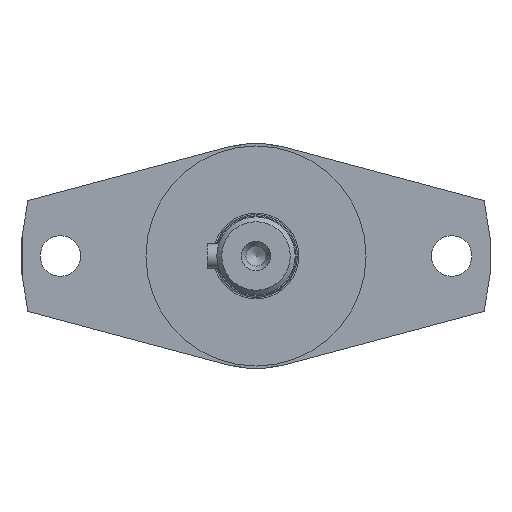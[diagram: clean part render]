
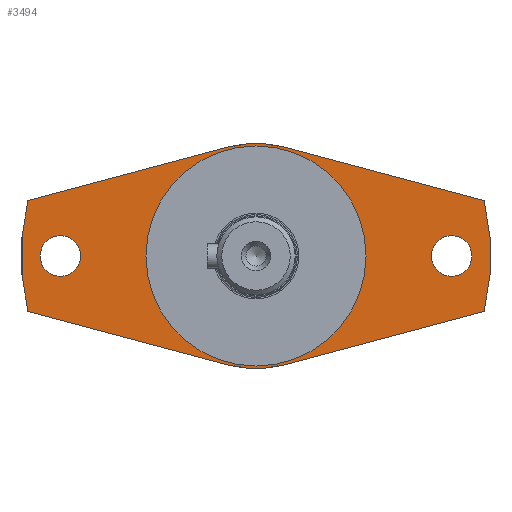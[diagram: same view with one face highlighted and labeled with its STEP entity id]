
A CAD part, left-side view. The second image highlights one B-rep face of the part: STEP entity #3494.
In plain terms, the highlighted planar face has unit normal (-1, 0, 0).
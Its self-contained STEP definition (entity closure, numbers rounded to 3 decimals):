
#280=FACE_BOUND('',#1253,.T.);
#281=FACE_BOUND('',#1254,.T.);
#282=FACE_BOUND('',#1255,.T.);
#542=LINE('',#5846,#826);
#543=LINE('',#5847,#827);
#544=LINE('',#5848,#828);
#545=LINE('',#5849,#829);
#826=VECTOR('',#4683,10.);
#827=VECTOR('',#4684,10.);
#828=VECTOR('',#4685,10.);
#829=VECTOR('',#4686,10.);
#1050=FACE_OUTER_BOUND('',#1252,.T.);
#1252=EDGE_LOOP('',(#3069,#3070,#3071,#3072,#3073,#3074,#3075,#3076));
#1253=EDGE_LOOP('',(#3077));
#1254=EDGE_LOOP('',(#3078));
#1255=EDGE_LOOP('',(#3079,#3080));
#1400=CIRCLE('',#3799,23.);
#1402=CIRCLE('',#3801,23.);
#1407=CIRCLE('',#3808,48.);
#1408=CIRCLE('',#3810,22.5);
#1409=CIRCLE('',#3811,22.5);
#1411=CIRCLE('',#3814,48.);
#1414=CIRCLE('',#3819,4.15);
#1415=CIRCLE('',#3820,4.15);
#1708=VERTEX_POINT('',#5792);
#1709=VERTEX_POINT('',#5794);
#1712=VERTEX_POINT('',#5800);
#1713=VERTEX_POINT('',#5802);
#1719=VERTEX_POINT('',#5818);
#1720=VERTEX_POINT('',#5820);
#1721=VERTEX_POINT('',#5824);
#1722=VERTEX_POINT('',#5825);
#1723=VERTEX_POINT('',#5830);
#1726=VERTEX_POINT('',#5835);
#1729=VERTEX_POINT('',#5850);
#1730=VERTEX_POINT('',#5852);
#2164=EDGE_CURVE('',#1709,#1708,#1400,.T.);
#2168=EDGE_CURVE('',#1713,#1712,#1402,.T.);
#2177=EDGE_CURVE('',#1719,#1720,#1407,.T.);
#2179=EDGE_CURVE('',#1721,#1722,#1408,.T.);
#2180=EDGE_CURVE('',#1722,#1721,#1409,.T.);
#2185=EDGE_CURVE('',#1726,#1723,#1411,.T.);
#2190=EDGE_CURVE('',#1719,#1709,#542,.T.);
#2191=EDGE_CURVE('',#1708,#1723,#543,.T.);
#2192=EDGE_CURVE('',#1726,#1713,#544,.T.);
#2193=EDGE_CURVE('',#1712,#1720,#545,.T.);
#2194=EDGE_CURVE('',#1729,#1729,#1414,.T.);
#2195=EDGE_CURVE('',#1730,#1730,#1415,.T.);
#3069=ORIENTED_EDGE('',*,*,#2190,.T.);
#3070=ORIENTED_EDGE('',*,*,#2164,.T.);
#3071=ORIENTED_EDGE('',*,*,#2191,.T.);
#3072=ORIENTED_EDGE('',*,*,#2185,.F.);
#3073=ORIENTED_EDGE('',*,*,#2192,.T.);
#3074=ORIENTED_EDGE('',*,*,#2168,.T.);
#3075=ORIENTED_EDGE('',*,*,#2193,.T.);
#3076=ORIENTED_EDGE('',*,*,#2177,.F.);
#3077=ORIENTED_EDGE('',*,*,#2194,.T.);
#3078=ORIENTED_EDGE('',*,*,#2195,.T.);
#3079=ORIENTED_EDGE('',*,*,#2179,.T.);
#3080=ORIENTED_EDGE('',*,*,#2180,.T.);
#3326=PLANE('',#3818);
#3494=ADVANCED_FACE('',(#1050,#280,#281,#282),#3326,.T.);
#3799=AXIS2_PLACEMENT_3D('',#5795,#4631,#4632);
#3801=AXIS2_PLACEMENT_3D('',#5803,#4637,#4638);
#3808=AXIS2_PLACEMENT_3D('',#5821,#4655,#4656);
#3810=AXIS2_PLACEMENT_3D('',#5826,#4660,#4661);
#3811=AXIS2_PLACEMENT_3D('',#5827,#4662,#4663);
#3814=AXIS2_PLACEMENT_3D('',#5837,#4671,#4672);
#3818=AXIS2_PLACEMENT_3D('',#5845,#4681,#4682);
#3819=AXIS2_PLACEMENT_3D('',#5851,#4687,#4688);
#3820=AXIS2_PLACEMENT_3D('',#5853,#4689,#4690);
#4631=DIRECTION('center_axis',(-1.,0.,0.));
#4632=DIRECTION('ref_axis',(0.,0.259,0.966));
#4637=DIRECTION('center_axis',(-1.,0.,0.));
#4638=DIRECTION('ref_axis',(0.,0.259,0.966));
#4655=DIRECTION('center_axis',(1.,0.,0.));
#4656=DIRECTION('ref_axis',(0.,-1.,0.));
#4660=DIRECTION('center_axis',(1.,0.,0.));
#4661=DIRECTION('ref_axis',(0.,-1.,0.));
#4662=DIRECTION('center_axis',(1.,0.,0.));
#4663=DIRECTION('ref_axis',(0.,-1.,0.));
#4671=DIRECTION('center_axis',(1.,0.,0.));
#4672=DIRECTION('ref_axis',(0.,-1.,0.));
#4681=DIRECTION('center_axis',(-1.,0.,0.));
#4682=DIRECTION('ref_axis',(0.,0.,
-1.));
#4683=DIRECTION('',(0.,0.966,0.259));
#4684=DIRECTION('',(0.,0.966,-0.259));
#4685=DIRECTION('',(0.,-0.966,-0.259));
#4686=DIRECTION('',(0.,-0.966,0.259));
#4687=DIRECTION('center_axis',(1.,0.,0.));
#4688=DIRECTION('ref_axis',(0.,0.,
1.));
#4689=DIRECTION('center_axis',(1.,0.,0.));
#4690=DIRECTION('ref_axis',(0.,0.,
1.));
#5792=CARTESIAN_POINT('',(-138.5,5.953,22.216));
#5794=CARTESIAN_POINT('',(-138.5,-5.953,22.216));
#5795=CARTESIAN_POINT('Origin',(-138.5,0.,0.));
#5800=CARTESIAN_POINT('',(-138.5,-5.953,-22.216));
#5802=CARTESIAN_POINT('',(-138.5,5.953,-22.216));
#5803=CARTESIAN_POINT('Origin',(-138.5,0.,0.));
#5818=CARTESIAN_POINT('',(-138.5,-46.648,11.312));
#5820=CARTESIAN_POINT('',(-138.5,-46.648,-11.312));
#5821=CARTESIAN_POINT('Origin',(-138.5,0.,0.));
#5824=CARTESIAN_POINT('',(-138.5,-22.5,0.));
#5825=CARTESIAN_POINT('',(-138.5,22.5,0.));
#5826=CARTESIAN_POINT('Origin',(-138.5,0.,0.));
#5827=CARTESIAN_POINT('Origin',(-138.5,0.,0.));
#5830=CARTESIAN_POINT('',(-138.5,46.648,11.312));
#5835=CARTESIAN_POINT('',(-138.5,46.648,-11.312));
#5837=CARTESIAN_POINT('Origin',(-138.5,0.,0.));
#5845=CARTESIAN_POINT('Origin',(-138.5,-35.25,0.));
#5846=CARTESIAN_POINT('',(-138.5,-45.921,11.507));
#5847=CARTESIAN_POINT('',(-138.5,-10.492,26.623));
#5848=CARTESIAN_POINT('',(-138.5,13.032,-20.319));
#5849=CARTESIAN_POINT('',(-138.5,-22.397,-17.81));
#5850=CARTESIAN_POINT('',(-138.5,40.,-4.15));
#5851=CARTESIAN_POINT('Origin',(-138.5,40.,0.));
#5852=CARTESIAN_POINT('',(-138.5,-40.,-4.15));
#5853=CARTESIAN_POINT('Origin',(-138.5,-40.,0.));
